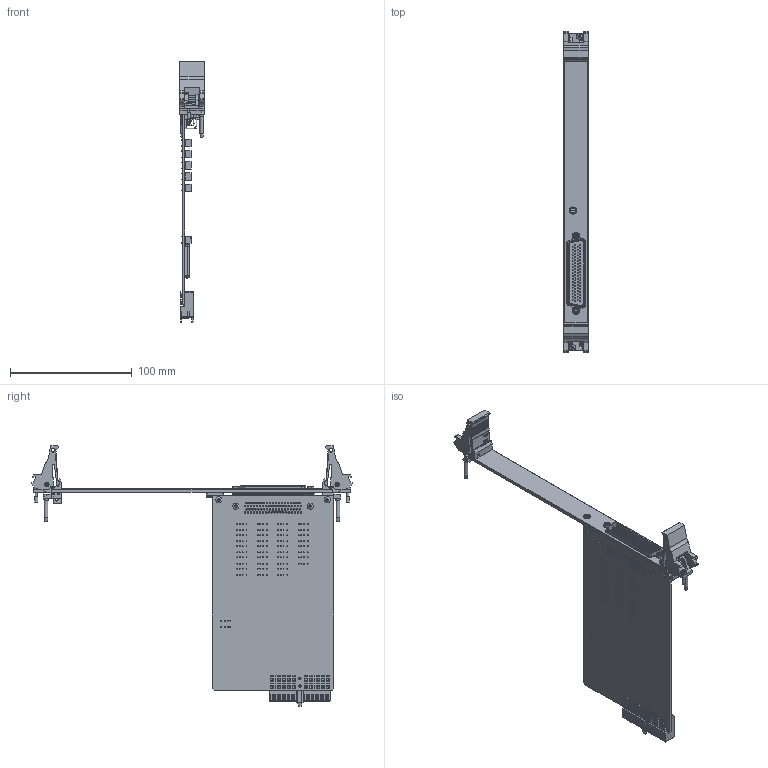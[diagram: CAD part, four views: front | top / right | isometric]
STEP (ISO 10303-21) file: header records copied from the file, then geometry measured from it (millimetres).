
FILE_DESCRIPTION (( 'STEP AP214' ), '1' );
FILE_NAME ('40-132-201-S1 PXI 32 SPST 2A EM 6U FP Module.STEP', '2013-08-21T12:42:58', ( 'admin' ), ( '' ), 'SwSTEP 2.0', 'SolidWorks 2012', '' );
FILE_SCHEMA (( 'AUTOMOTIVE_DESIGN' ));
Length unit declared in the file: millimetre
Products named in the file (1): 40-132-201-S1 PXI 32 SPST 2A EM 6U FP Module
Bounding box: 20 x 263.98 x 214.01 mm (x, y, z)
Surface area: 80170.3 mm2 (no closed solid volume)
Topology: 0 solids, 635 shells, 2577 faces, 10058 edges, 7695 vertices
Faces by surface type: plane 1467, cylinder 899, torus 169, cone 29, sphere 7, bspline 6
Full cylindrical faces by diameter (mm): 0.4 x158, 0.6 x166, 0.75 x92, 0.77 x143, 1.19 x67, 1.496 x4, 2 x6, 2.05 x4, 2.497 x1, 2.5 x8, 2.6 x3, 2.7 x1, 2.8 x2, 3 x6, 4.7 x1, 5 x6, 5.2 x4, 5.5 x2, 5.9 x1
Entity records: 137147 total; most frequent: CARTESIAN_POINT 27805, DIRECTION 16566, ORIENTED_EDGE 12569, EDGE_CURVE 9074, VERTEX_POINT 7568, VECTOR 5534, LINE 5534, AXIS2_PLACEMENT_3D 5516
